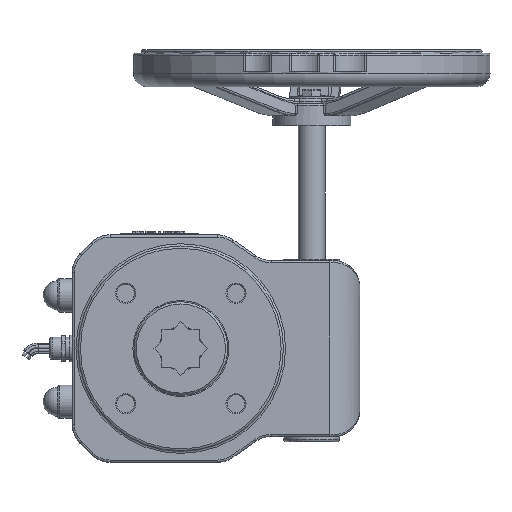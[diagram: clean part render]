
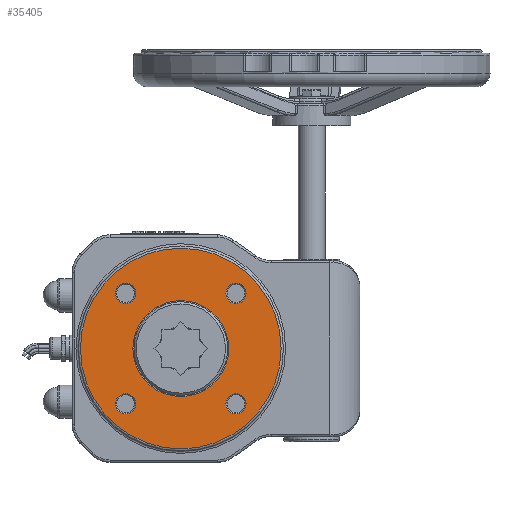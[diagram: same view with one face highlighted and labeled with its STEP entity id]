
A CAD part, front view. The second image highlights one B-rep face of the part: STEP entity #35405.
In plain terms, the highlighted face is planar.
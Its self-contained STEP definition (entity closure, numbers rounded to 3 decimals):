
#728=CIRCLE('',#37755,4.5);
#730=CIRCLE('',#37758,45.);
#731=CIRCLE('',#37759,4.5);
#732=CIRCLE('',#37760,4.5);
#733=CIRCLE('',#37761,21.5);
#734=CIRCLE('',#37762,4.5);
#4037=FACE_BOUND('',#6914,.T.);
#4038=FACE_BOUND('',#6915,.T.);
#4039=FACE_BOUND('',#6916,.T.);
#4040=FACE_BOUND('',#6917,.T.);
#4041=FACE_BOUND('',#6918,.T.);
#4863=FACE_OUTER_BOUND('',#6913,.T.);
#6913=EDGE_LOOP('',(#24563));
#6914=EDGE_LOOP('',(#24564));
#6915=EDGE_LOOP('',(#24565));
#6916=EDGE_LOOP('',(#24566));
#6917=EDGE_LOOP('',(#24567));
#6918=EDGE_LOOP('',(#24568));
#15611=VERTEX_POINT('',#50159);
#15613=VERTEX_POINT('',#50165);
#15614=VERTEX_POINT('',#50167);
#15615=VERTEX_POINT('',#50169);
#15616=VERTEX_POINT('',#50171);
#15617=VERTEX_POINT('',#50173);
#19076=EDGE_CURVE('',#15611,#15611,#728,.T.);
#19079=EDGE_CURVE('',#15613,#15613,#730,.T.);
#19080=EDGE_CURVE('',#15614,#15614,#731,.T.);
#19081=EDGE_CURVE('',#15615,#15615,#732,.T.);
#19082=EDGE_CURVE('',#15616,#15616,#733,.T.);
#19083=EDGE_CURVE('',#15617,#15617,#734,.T.);
#24563=ORIENTED_EDGE('',*,*,#19079,.F.);
#24564=ORIENTED_EDGE('',*,*,#19080,.F.);
#24565=ORIENTED_EDGE('',*,*,#19081,.F.);
#24566=ORIENTED_EDGE('',*,*,#19082,.T.);
#24567=ORIENTED_EDGE('',*,*,#19083,.F.);
#24568=ORIENTED_EDGE('',*,*,#19076,.F.);
#34595=PLANE('',#37757);
#35405=ADVANCED_FACE('',(#4863,#4037,#4038,#4039,#4040,#4041),#34595,.T.);
#37755=AXIS2_PLACEMENT_3D('',#50160,#40946,#40947);
#37757=AXIS2_PLACEMENT_3D('',#50164,#40951,#40952);
#37758=AXIS2_PLACEMENT_3D('',#50166,#40953,#40954);
#37759=AXIS2_PLACEMENT_3D('',#50168,#40955,#40956);
#37760=AXIS2_PLACEMENT_3D('',#50170,#40957,#40958);
#37761=AXIS2_PLACEMENT_3D('',#50172,#40959,#40960);
#37762=AXIS2_PLACEMENT_3D('',#50174,#40961,#40962);
#40946=DIRECTION('center_axis',(0.,0.,1.));
#40947=DIRECTION('ref_axis',(-1.,0.,0.));
#40951=DIRECTION('center_axis',(0.,0.,1.));
#40952=DIRECTION('ref_axis',(1.,0.,0.));
#40953=DIRECTION('center_axis',(0.,0.,-1.));
#40954=DIRECTION('ref_axis',(-1.,0.,0.));
#40955=DIRECTION('center_axis',(0.,0.,1.));
#40956=DIRECTION('ref_axis',(-1.,0.,0.));
#40957=DIRECTION('center_axis',(0.,0.,1.));
#40958=DIRECTION('ref_axis',(-1.,0.,0.));
#40959=DIRECTION('center_axis',(0.,0.,-1.));
#40960=DIRECTION('ref_axis',(-1.,0.,0.));
#40961=DIRECTION('center_axis',(0.,0.,1.));
#40962=DIRECTION('ref_axis',(1.,0.,0.));
#50159=CARTESIAN_POINT('',(-6.033,-24.749,44.5));
#50160=CARTESIAN_POINT('Origin',(-10.533,-24.749,44.5));
#50164=CARTESIAN_POINT('Origin',(14.215,0.,44.5));
#50165=CARTESIAN_POINT('',(-30.785,0.,44.5));
#50166=CARTESIAN_POINT('Origin',(14.215,0.,44.5));
#50167=CARTESIAN_POINT('',(-6.033,24.749,44.5));
#50168=CARTESIAN_POINT('Origin',(-10.533,24.749,44.5));
#50169=CARTESIAN_POINT('',(43.464,-24.749,44.5));
#50170=CARTESIAN_POINT('Origin',(38.964,-24.749,44.5));
#50171=CARTESIAN_POINT('',(35.715,0.,44.5));
#50172=CARTESIAN_POINT('Origin',(14.215,0.,44.5));
#50173=CARTESIAN_POINT('',(34.464,24.749,44.5));
#50174=CARTESIAN_POINT('Origin',(38.964,24.749,44.5));
